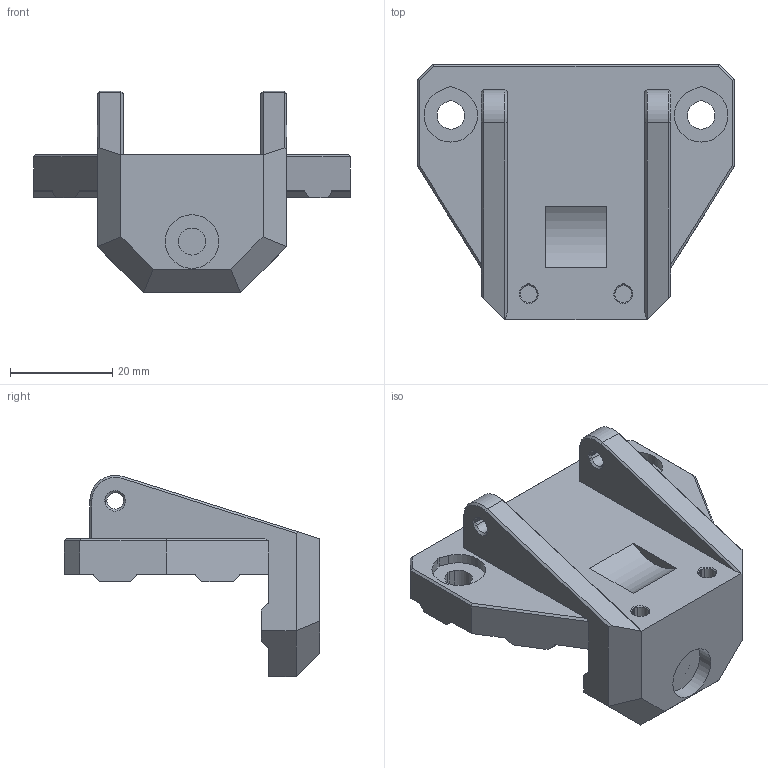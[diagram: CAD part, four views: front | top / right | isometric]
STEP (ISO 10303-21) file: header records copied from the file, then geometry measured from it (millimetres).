
FILE_DESCRIPTION(/* description */ (''),/* implementation_level */ '2;1');
FILE_NAME(/* name */ 'Y_idler_bottom_Bear_RHD.stp',/* time_stamp */ '2019-03-19T10:58:07+01:00',/* author */ ('RH'),/* organization */ (''),/* preprocessor_version */ 'ST-DEVELOPER v16.5',/* originating_system */ 'Autodesk Inventor 2017',/* authorisation */ '');
FILE_SCHEMA (('AUTOMOTIVE_DESIGN { 1 0 10303 214 3 1 1 }'));
Length unit declared in the file: millimetre
Products named in the file (1): Y idler-bottom-bear
Bounding box: 62 x 50 x 39.4 mm (x, y, z)
Volume: 26550.9 mm3; surface area: 10678.4 mm2
Topology: 1 solids, 1 shells, 155 faces, 391 edges, 245 vertices
Faces by surface type: plane 130, cylinder 15, cone 10
Full cylindrical faces by diameter (mm): 5.3 x1, 10.5 x1
Entity records: 4564 total; most frequent: CARTESIAN_POINT 788, ORIENTED_EDGE 776, DIRECTION 740, EDGE_CURVE 388, LINE 348, VECTOR 348, VERTEX_POINT 244, AXIS2_PLACEMENT_3D 196
